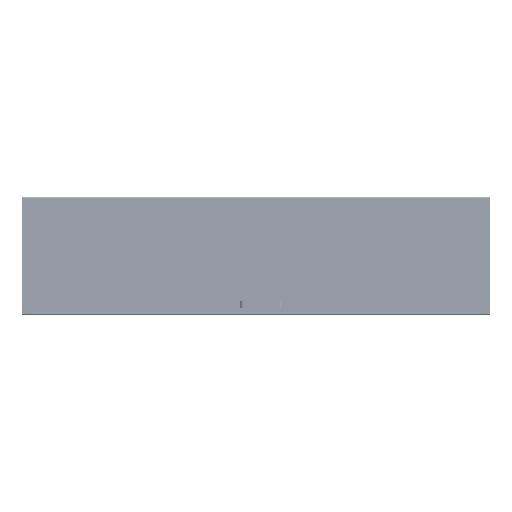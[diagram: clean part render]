
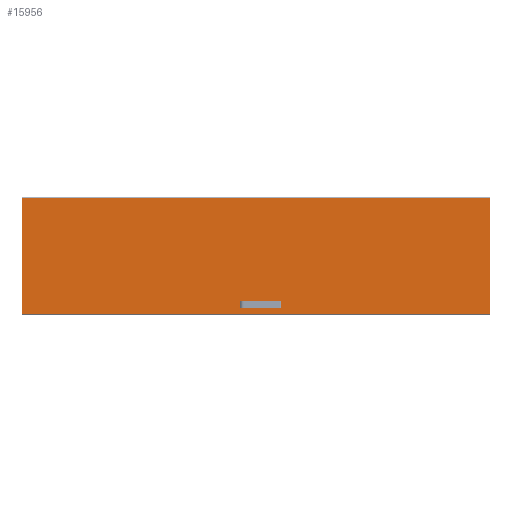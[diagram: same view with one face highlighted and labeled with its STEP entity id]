
A CAD part, top view. The second image highlights one B-rep face of the part: STEP entity #15956.
In plain terms, the highlighted planar face has unit normal (0, 0, 1).
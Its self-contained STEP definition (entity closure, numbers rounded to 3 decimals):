
#3200 = CARTESIAN_POINT ( 'NONE',  ( -54.3, -227., 2. ) ) ;
#3250 = CARTESIAN_POINT ( 'NONE',  ( -1073.9, -267.9, 2. ) ) ;
#3286 = CARTESIAN_POINT ( 'NONE',  ( -1073.9, 267.9, 2. ) ) ;
#3290 = CARTESIAN_POINT ( 'NONE',  ( -54.3, -218., 2. ) ) ;
#3463 = CARTESIAN_POINT ( 'NONE',  ( 37.662, -227., 2. ) ) ;
#3646 = CARTESIAN_POINT ( 'NONE',  ( 14.338, -227., 2. ) ) ;
#3771 = CARTESIAN_POINT ( 'NONE',  ( -14.338, -218., 2. ) ) ;
#3986 = CARTESIAN_POINT ( 'NONE',  ( -14.338, -227., 2. ) ) ;
#4616 = CARTESIAN_POINT ( 'NONE',  ( 1073.9, -267.9, 2. ) ) ;
#5133 = CARTESIAN_POINT ( 'NONE',  ( 54.3, -227., 2. ) ) ;
#5188 = CARTESIAN_POINT ( 'NONE',  ( 14.338, -218., 2. ) ) ;
#5215 = CARTESIAN_POINT ( 'NONE',  ( -37.662, -227., 2. ) ) ;
#5456 = CARTESIAN_POINT ( 'NONE',  ( 58.8, -222.5, 2. ) ) ;
#5553 = CARTESIAN_POINT ( 'NONE',  ( 1073.9, 267.9, 2. ) ) ;
#6198 = CARTESIAN_POINT ( 'NONE',  ( -37.662, -218., 2. ) ) ;
#6800 = CARTESIAN_POINT ( 'NONE',  ( 37.662, -218., 2. ) ) ;
#7652 = CARTESIAN_POINT ( 'NONE',  ( 54.3, -218., 2. ) ) ;
#15956 = ADVANCED_FACE ( 'NONE', ( #47351, #47342 ), #28795, .T. ) ;
#19516 = EDGE_CURVE ( 'NONE', #36102, #36024, #42787, .T. ) ;
#19745 = EDGE_CURVE ( 'NONE', #35573, #35811, #43390, .T. ) ;
#19753 = EDGE_CURVE ( 'NONE', #35811, #35411, #44585, .T. ) ;
#19763 = EDGE_CURVE ( 'NONE', #35795, #35859, #44580, .T. ) ;
#19766 = EDGE_CURVE ( 'NONE', #35859, #35888, #44572, .T. ) ;
#19773 = EDGE_CURVE ( 'NONE', #35888, #35584, #44570, .T. ) ;
#19776 = EDGE_CURVE ( 'NONE', #35584, #36102, #44563, .T. ) ;
#19779 = EDGE_CURVE ( 'NONE', #36089, #35963, #44564, .T. ) ;
#19782 = EDGE_CURVE ( 'NONE', #35975, #35698, #44566, .T. ) ;
#19788 = EDGE_CURVE ( 'NONE', #35698, #36089, #44576, .T. ) ;
#19791 = EDGE_CURVE ( 'NONE', #35963, #35975, #44551, .T. ) ;
#19892 = EDGE_CURVE ( 'NONE', #36024, #36066, #44417, .T. ) ;
#19895 = EDGE_CURVE ( 'NONE', #36066, #35573, #44391, .T. ) ;
#19902 = EDGE_CURVE ( 'NONE', #35959, #36001, #44373, .T. ) ;
#19910 = EDGE_CURVE ( 'NONE', #36001, #36109, #44371, .T. ) ;
#19917 = EDGE_CURVE ( 'NONE', #35411, #35959, #44379, .T. ) ;
#19934 = EDGE_CURVE ( 'NONE', #36109, #35795, #44282, .T. ) ;
#22758 = DIRECTION ( 'NONE',  ( 1., 0., 0. ) ) ;
#22761 = DIRECTION ( 'NONE',  ( 0., 0., 1. ) ) ;
#22767 = CARTESIAN_POINT ( 'NONE',  ( -26., -222.5, 2. ) ) ;
#22806 = DIRECTION ( 'NONE',  ( -1., 0., 0. ) ) ;
#22810 = CARTESIAN_POINT ( 'NONE',  ( -37.662, -218., 2. ) ) ;
#22830 = DIRECTION ( 'NONE',  ( 1., 0., 0. ) ) ;
#22833 = CARTESIAN_POINT ( 'NONE',  ( -37.662, -227., 2. ) ) ;
#22859 = DIRECTION ( 'NONE',  ( 1., 0., 0. ) ) ;
#22862 = DIRECTION ( 'NONE',  ( 0., 0., 1. ) ) ;
#22870 = CARTESIAN_POINT ( 'NONE',  ( -54.3, -222.5, 2. ) ) ;
#22896 = DIRECTION ( 'NONE',  ( -1., 0., 0. ) ) ;
#22901 = DIRECTION ( 'NONE',  ( 0., 0., 1. ) ) ;
#22909 = DIRECTION ( 'NONE',  ( -1., 0., 0. ) ) ;
#22911 = CARTESIAN_POINT ( 'NONE',  ( 37.662, -218., 2. ) ) ;
#22921 = CARTESIAN_POINT ( 'NONE',  ( 26., -222.5, 2. ) ) ;
#23295 = DIRECTION ( 'NONE',  ( 0., -1., 0. ) ) ;
#23298 = CARTESIAN_POINT ( 'NONE',  ( -1073.9, 268., 2. ) ) ;
#23307 = DIRECTION ( 'NONE',  ( 0., 1., 0. ) ) ;
#23311 = CARTESIAN_POINT ( 'NONE',  ( 1073.9, -268., 2. ) ) ;
#23335 = DIRECTION ( 'NONE',  ( 1., 0., 0. ) ) ;
#23344 = DIRECTION ( 'NONE',  ( -1., 0., 0. ) ) ;
#23350 = CARTESIAN_POINT ( 'NONE',  ( -1073.9, -267.9, 2. ) ) ;
#23354 = DIRECTION ( 'NONE',  ( -1., 0., 0. ) ) ;
#23357 = DIRECTION ( 'NONE',  ( 0., 0., 1. ) ) ;
#23362 = CARTESIAN_POINT ( 'NONE',  ( 54.3, -222.5, 2. ) ) ;
#23366 = DIRECTION ( 'NONE',  ( 1., 0., 0. ) ) ;
#23368 = CARTESIAN_POINT ( 'NONE',  ( 37.662, -227., 2. ) ) ;
#23372 = CARTESIAN_POINT ( 'NONE',  ( 1073.9, 267.9, 2. ) ) ;
#23384 = DIRECTION ( 'NONE',  ( -1., 0., 0. ) ) ;
#23386 = DIRECTION ( 'NONE',  ( 0., 0., 1. ) ) ;
#23391 = CARTESIAN_POINT ( 'NONE',  ( 26., -222.5, 2. ) ) ;
#23394 = DIRECTION ( 'NONE',  ( 1., 0., 0. ) ) ;
#23398 = CARTESIAN_POINT ( 'NONE',  ( -14.338, -227., 2. ) ) ;
#23425 = DIRECTION ( 'NONE',  ( 1., 0., 0. ) ) ;
#23428 = DIRECTION ( 'NONE',  ( 0., 0., 1. ) ) ;
#23448 = CARTESIAN_POINT ( 'NONE',  ( -26., -222.5, 2. ) ) ;
#23451 = DIRECTION ( 'NONE',  ( -1., 0., 0. ) ) ;
#23455 = CARTESIAN_POINT ( 'NONE',  ( -14.338, -218., 2. ) ) ;
#24152 = DIRECTION ( 'NONE',  ( -1., 0., 0. ) ) ;
#24156 = DIRECTION ( 'NONE',  ( 0., 0., 1. ) ) ;
#24163 = CARTESIAN_POINT ( 'NONE',  ( 54.3, -222.5, 2. ) ) ;
#28792 = DIRECTION ( 'NONE',  ( 1., 0., 0. ) ) ;
#28793 = DIRECTION ( 'NONE',  ( 0., 0., 1. ) ) ;
#28795 = PLANE ( 'NONE',  #86279 ) ;
#28796 = CARTESIAN_POINT ( 'NONE',  ( -1074., -268., 2. ) ) ;
#35411 = VERTEX_POINT ( 'NONE', #6198 ) ;
#35573 = VERTEX_POINT ( 'NONE', #5188 ) ;
#35584 = VERTEX_POINT ( 'NONE', #5133 ) ;
#35698 = VERTEX_POINT ( 'NONE', #4616 ) ;
#35795 = VERTEX_POINT ( 'NONE', #3986 ) ;
#35811 = VERTEX_POINT ( 'NONE', #3771 ) ;
#35859 = VERTEX_POINT ( 'NONE', #3646 ) ;
#35888 = VERTEX_POINT ( 'NONE', #3463 ) ;
#35959 = VERTEX_POINT ( 'NONE', #3290 ) ;
#35963 = VERTEX_POINT ( 'NONE', #3286 ) ;
#35975 = VERTEX_POINT ( 'NONE', #3250 ) ;
#36001 = VERTEX_POINT ( 'NONE', #3200 ) ;
#36024 = VERTEX_POINT ( 'NONE', #7652 ) ;
#36066 = VERTEX_POINT ( 'NONE', #6800 ) ;
#36089 = VERTEX_POINT ( 'NONE', #5553 ) ;
#36102 = VERTEX_POINT ( 'NONE', #5456 ) ;
#36109 = VERTEX_POINT ( 'NONE', #5215 ) ;
#42787 = CIRCLE ( 'NONE', #85675, 4.5 ) ;
#43383 = VECTOR ( 'NONE', #23451, 1000. ) ;
#43390 = LINE ( 'NONE', #23455, #43383 ) ;
#43403 = VECTOR ( 'NONE', #23344, 1000. ) ;
#44282 = CIRCLE ( 'NONE', #85599, 12.5 ) ;
#44362 = VECTOR ( 'NONE', #22830, 1000. ) ;
#44371 = LINE ( 'NONE', #22833, #44362 ) ;
#44373 = CIRCLE ( 'NONE', #85606, 4.5 ) ;
#44377 = VECTOR ( 'NONE', #22806, 1000. ) ;
#44379 = LINE ( 'NONE', #22810, #44377 ) ;
#44391 = CIRCLE ( 'NONE', #85604, 12.5 ) ;
#44406 = VECTOR ( 'NONE', #22909, 1000. ) ;
#44417 = LINE ( 'NONE', #22911, #44406 ) ;
#44550 = VECTOR ( 'NONE', #23295, 1000. ) ;
#44551 = LINE ( 'NONE', #23298, #44550 ) ;
#44561 = VECTOR ( 'NONE', #23335, 1000. ) ;
#44563 = CIRCLE ( 'NONE', #85636, 4.5 ) ;
#44564 = LINE ( 'NONE', #23372, #43403 ) ;
#44566 = LINE ( 'NONE', #23350, #44561 ) ;
#44567 = VECTOR ( 'NONE', #23307, 1000. ) ;
#44569 = VECTOR ( 'NONE', #23366, 1000. ) ;
#44570 = LINE ( 'NONE', #23368, #44569 ) ;
#44572 = CIRCLE ( 'NONE', #85643, 12.5 ) ;
#44576 = LINE ( 'NONE', #23311, #44567 ) ;
#44578 = VECTOR ( 'NONE', #23394, 1000. ) ;
#44580 = LINE ( 'NONE', #23398, #44578 ) ;
#44585 = CIRCLE ( 'NONE', #85641, 12.5 ) ;
#47342 = FACE_OUTER_BOUND ( 'NONE', #48745, .T. ) ;
#47351 = FACE_BOUND ( 'NONE', #48762, .T. ) ;
#48745 = EDGE_LOOP ( 'NONE', ( #54047, #53952, #54034, #54021 ) ) ;
#48762 = EDGE_LOOP ( 'NONE', ( #53888, #53892, #53897, #53901, #53907, #53911, #53917, #53923, #53929, #53938, #54231, #53944, #54029 ) ) ;
#53888 = ORIENTED_EDGE ( 'NONE', *, *, #19934, .F. ) ;
#53892 = ORIENTED_EDGE ( 'NONE', *, *, #19910, .F. ) ;
#53897 = ORIENTED_EDGE ( 'NONE', *, *, #19902, .F. ) ;
#53901 = ORIENTED_EDGE ( 'NONE', *, *, #19917, .F. ) ;
#53907 = ORIENTED_EDGE ( 'NONE', *, *, #19753, .F. ) ;
#53911 = ORIENTED_EDGE ( 'NONE', *, *, #19745, .F. ) ;
#53917 = ORIENTED_EDGE ( 'NONE', *, *, #19895, .F. ) ;
#53923 = ORIENTED_EDGE ( 'NONE', *, *, #19892, .F. ) ;
#53929 = ORIENTED_EDGE ( 'NONE', *, *, #19516, .F. ) ;
#53938 = ORIENTED_EDGE ( 'NONE', *, *, #19776, .F. ) ;
#53944 = ORIENTED_EDGE ( 'NONE', *, *, #19766, .F. ) ;
#53952 = ORIENTED_EDGE ( 'NONE', *, *, #19782, .T. ) ;
#54021 = ORIENTED_EDGE ( 'NONE', *, *, #19779, .T. ) ;
#54029 = ORIENTED_EDGE ( 'NONE', *, *, #19763, .F. ) ;
#54034 = ORIENTED_EDGE ( 'NONE', *, *, #19788, .T. ) ;
#54047 = ORIENTED_EDGE ( 'NONE', *, *, #19791, .T. ) ;
#54231 = ORIENTED_EDGE ( 'NONE', *, *, #19773, .F. ) ;
#85599 = AXIS2_PLACEMENT_3D ( 'NONE', #22767, #22761, #22758 ) ;
#85604 = AXIS2_PLACEMENT_3D ( 'NONE', #22921, #22901, #22896 ) ;
#85606 = AXIS2_PLACEMENT_3D ( 'NONE', #22870, #22862, #22859 ) ;
#85636 = AXIS2_PLACEMENT_3D ( 'NONE', #23362, #23357, #23354 ) ;
#85641 = AXIS2_PLACEMENT_3D ( 'NONE', #23448, #23428, #23425 ) ;
#85643 = AXIS2_PLACEMENT_3D ( 'NONE', #23391, #23386, #23384 ) ;
#85675 = AXIS2_PLACEMENT_3D ( 'NONE', #24163, #24156, #24152 ) ;
#86279 = AXIS2_PLACEMENT_3D ( 'NONE', #28796, #28793, #28792 ) ;
